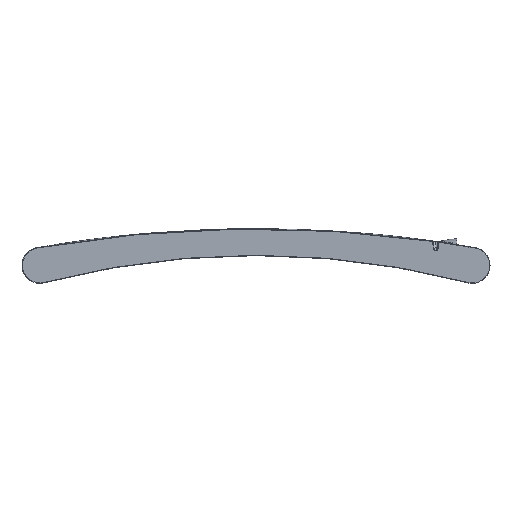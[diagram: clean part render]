
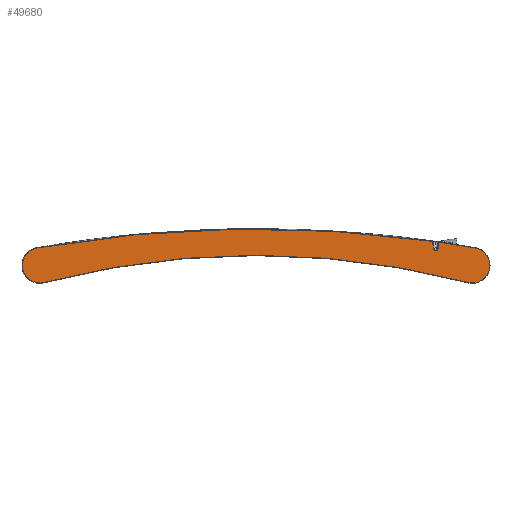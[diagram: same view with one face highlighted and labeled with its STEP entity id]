
A CAD part, left-side view. The second image highlights one B-rep face of the part: STEP entity #49680.
In plain terms, the highlighted planar face has unit normal (-1, 0, 0).
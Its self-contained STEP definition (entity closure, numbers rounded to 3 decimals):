
#2331=DIRECTION('',(0.,-0.035,0.999));
#2332=VECTOR('',#2331,3.394);
#2333=CARTESIAN_POINT('',(-28.4,-92.199,-7.699));
#2334=LINE('',#2333,#2332);
#2338=CARTESIAN_POINT('',(-28.4,9.4,-704.457));
#2339=DIRECTION('',(1.,0.,0.));
#2340=DIRECTION('',(0.,-0.144,0.99));
#2341=AXIS2_PLACEMENT_3D('',#2338,#2339,#2340);
#2346=CARTESIAN_POINT('',(-28.4,-111.15,-17.25));
#2347=DIRECTION('',(1.,0.,0.));
#2348=DIRECTION('',(0.,-0.173,0.985));
#2349=AXIS2_PLACEMENT_3D('',#2346,#2347,#2348);
#2354=CARTESIAN_POINT('',(-28.4,-111.15,-17.25));
#2355=DIRECTION('',(1.,0.,0.));
#2356=DIRECTION('',(0.,-0.162,-0.987));
#2357=AXIS2_PLACEMENT_3D('',#2354,#2355,#2356);
#2362=CARTESIAN_POINT('',(-28.4,9.4,-480.109));
#2363=DIRECTION('',(-1.,0.,0.));
#2364=DIRECTION('',(0.,-0.252,0.968));
#2365=AXIS2_PLACEMENT_3D('',#2362,#2363,#2364);
#2370=CARTESIAN_POINT('',(-28.4,129.95,-17.25));
#2371=DIRECTION('',(1.,0.,0.));
#2372=DIRECTION('',(0.,-0.252,-0.968));
#2373=AXIS2_PLACEMENT_3D('',#2370,#2371,#2372);
#2378=CARTESIAN_POINT('',(-28.4,129.95,-17.25));
#2379=DIRECTION('',(1.,0.,0.));
#2380=DIRECTION('',(0.,0.659,0.752));
#2381=AXIS2_PLACEMENT_3D('',#2378,#2379,#2380);
#2386=CARTESIAN_POINT('',(-28.4,9.4,-704.457));
#2387=DIRECTION('',(1.,0.,0.));
#2388=DIRECTION('',(0.,0.173,0.985));
#2389=AXIS2_PLACEMENT_3D('',#2386,#2387,#2388);
#2394=DIRECTION('',(0.,-0.035,-0.999));
#2395=VECTOR('',#2394,3.831);
#2396=CARTESIAN_POINT('',(-28.4,-89.267,-3.87));
#2397=LINE('',#2396,#2395);
#2401=CARTESIAN_POINT('',(-28.4,-90.8,-7.65));
#2402=DIRECTION('',(-1.,0.,0.));
#2403=DIRECTION('',(0.,0.999,-0.035));
#2404=AXIS2_PLACEMENT_3D('',#2401,#2402,#2403);
#2409=CARTESIAN_POINT('',(-28.4,-90.8,-7.65));
#2410=DIRECTION('',(-1.,0.,0.));
#2411=DIRECTION('',(0.,0.,-1.));
#2412=AXIS2_PLACEMENT_3D('',#2409,#2410,#2411);
#43257=CARTESIAN_POINT('',(-28.4,-92.318,-4.307));
#43258=CARTESIAN_POINT('',(-28.4,-112.843,-7.597));
#43259=VERTEX_POINT('',#43257);
#43260=VERTEX_POINT('',#43258);
#43261=CARTESIAN_POINT('',(-28.4,-92.199,-7.699));
#43262=VERTEX_POINT('',#43261);
#43263=CARTESIAN_POINT('',(-28.4,-112.742,-26.92));
#43264=VERTEX_POINT('',#43263);
#43265=CARTESIAN_POINT('',(-28.4,-108.68,-26.734));
#43266=VERTEX_POINT('',#43265);
#43267=CARTESIAN_POINT('',(-28.4,127.48,-26.734));
#43268=VERTEX_POINT('',#43267);
#43269=CARTESIAN_POINT('',(-28.4,136.41,-9.881));
#43270=VERTEX_POINT('',#43269);
#43271=CARTESIAN_POINT('',(-28.4,131.643,-7.597));
#43272=VERTEX_POINT('',#43271);
#43273=CARTESIAN_POINT('',(-28.4,-89.267,-3.87));
#43274=VERTEX_POINT('',#43273);
#43275=CARTESIAN_POINT('',(-28.4,-89.401,-7.699));
#43276=VERTEX_POINT('',#43275);
#43277=CARTESIAN_POINT('',(-28.4,-90.8,-9.05));
#43278=VERTEX_POINT('',#43277);
#49652=CARTESIAN_POINT('',(-28.4,-111.15,-17.25));
#49653=DIRECTION('',(1.,0.,0.));
#49654=DIRECTION('',(0.,0.,-1.));
#49655=AXIS2_PLACEMENT_3D('',#49652,#49653,#49654);
#49656=PLANE('',#49655);
#49658=ORIENTED_EDGE('',*,*,#49657,.T.);
#49659=ORIENTED_EDGE('',*,*,#49635,.T.);
#49661=ORIENTED_EDGE('',*,*,#49660,.T.);
#49663=ORIENTED_EDGE('',*,*,#49662,.T.);
#49665=ORIENTED_EDGE('',*,*,#49664,.T.);
#49667=ORIENTED_EDGE('',*,*,#49666,.T.);
#49669=ORIENTED_EDGE('',*,*,#49668,.T.);
#49671=ORIENTED_EDGE('',*,*,#49670,.T.);
#49673=ORIENTED_EDGE('',*,*,#49672,.T.);
#49675=ORIENTED_EDGE('',*,*,#49674,.T.);
#49677=ORIENTED_EDGE('',*,*,#49676,.T.);
#49678=EDGE_LOOP('',(#49658,#49659,#49661,#49663,#49665,#49667,#49669,#49671,
#49673,#49675,#49677));
#49679=FACE_OUTER_BOUND('',#49678,.F.);
#2342=CIRCLE('',#2341,707.5);
#2350=CIRCLE('',#2349,9.8);
#2358=CIRCLE('',#2357,9.8);
#2366=CIRCLE('',#2365,468.5);
#2374=CIRCLE('',#2373,9.8);
#2382=CIRCLE('',#2381,9.8);
#2390=CIRCLE('',#2389,707.5);
#2405=CIRCLE('',#2404,1.4);
#2413=CIRCLE('',#2412,1.4);
#49635=EDGE_CURVE('',#43259,#43260,#2342,.T.);
#49657=EDGE_CURVE('',#43262,#43259,#2334,.T.);
#49660=EDGE_CURVE('',#43260,#43264,#2350,.T.);
#49662=EDGE_CURVE('',#43264,#43266,#2358,.T.);
#49664=EDGE_CURVE('',#43266,#43268,#2366,.T.);
#49666=EDGE_CURVE('',#43268,#43270,#2374,.T.);
#49668=EDGE_CURVE('',#43270,#43272,#2382,.T.);
#49670=EDGE_CURVE('',#43272,#43274,#2390,.T.);
#49672=EDGE_CURVE('',#43274,#43276,#2397,.T.);
#49674=EDGE_CURVE('',#43276,#43278,#2405,.T.);
#49676=EDGE_CURVE('',#43278,#43262,#2413,.T.);
#49680=ADVANCED_FACE('',(#49679),#49656,.F.);
